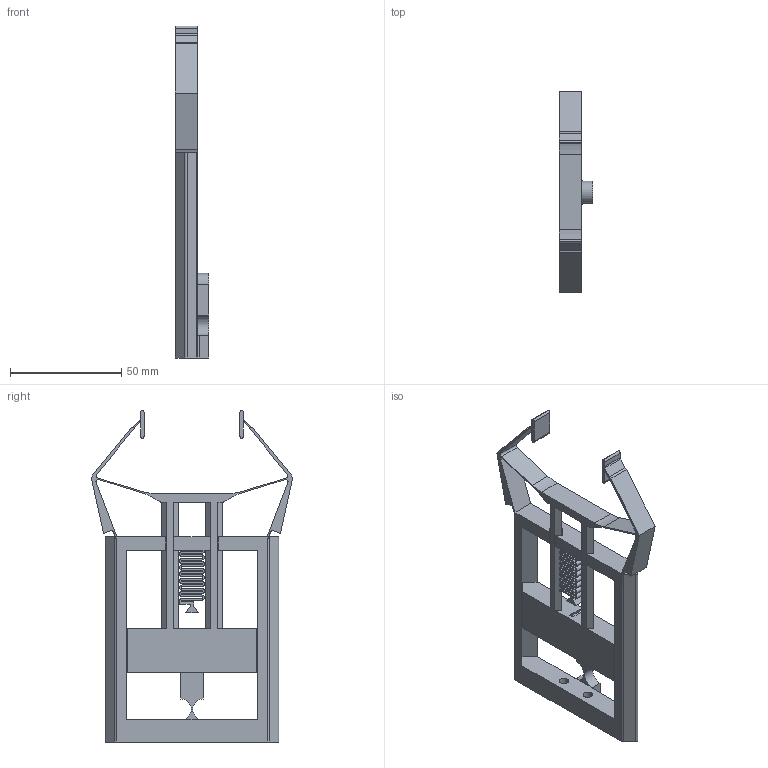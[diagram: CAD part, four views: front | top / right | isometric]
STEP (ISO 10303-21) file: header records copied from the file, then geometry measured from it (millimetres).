
FILE_DESCRIPTION((''),'2;1');
FILE_NAME('FRICTION_PUSH-LATCH_MK18','2022-12-30T12:11:50',('eottonello'),(''),'CREO PARAMETRIC BY PTC INC, 2021404','CREO PARAMETRIC BY PTC INC, 2021404','');
FILE_SCHEMA(('CONFIG_CONTROL_DESIGN'));
Length unit declared in the file: millimetre
Products named in the file (1): FRICTION_PUSH-LATCH_MK18
Bounding box: 15.25 x 90.52 x 149.06 mm (x, y, z)
Volume: 41096.6 mm3; surface area: 28709.9 mm2
Topology: 1 solids, 1 shells, 222 faces, 660 edges, 439 vertices
Faces by surface type: plane 138, cylinder 84
Entity records: 7520 total; most frequent: CARTESIAN_POINT 1347, ORIENTED_EDGE 1320, DIRECTION 1264, EDGE_CURVE 660, VECTOR 484, LINE 484, VERTEX_POINT 439, AXIS2_PLACEMENT_3D 390
